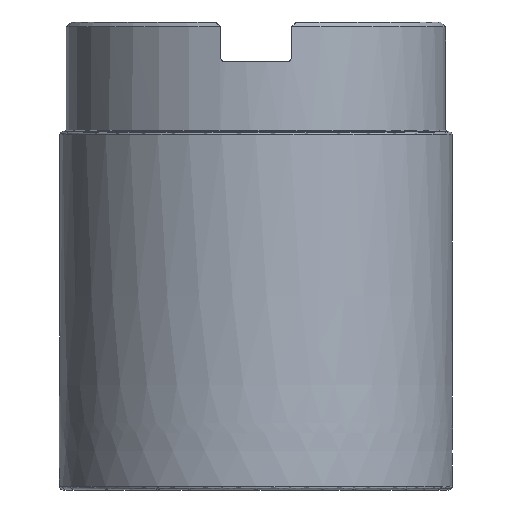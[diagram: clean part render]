
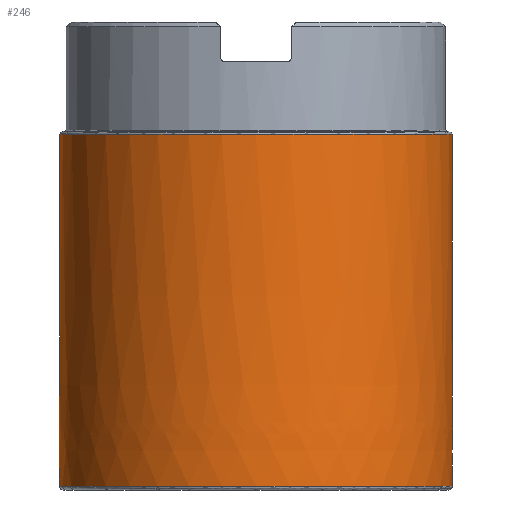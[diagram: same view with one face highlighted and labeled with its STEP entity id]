
A CAD part, front view. The second image highlights one B-rep face of the part: STEP entity #246.
In plain terms, the highlighted face is a revolution surface.
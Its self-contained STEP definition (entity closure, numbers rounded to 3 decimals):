
#246=ADVANCED_FACE('',(#465,#466),#331,.T.);
#331=SURFACE_OF_REVOLUTION('',#391,#361);
#361=AXIS1_PLACEMENT('',#2305,#1751);
#391=B_SPLINE_CURVE_WITH_KNOTS('',3,(#2297,#2298,#2299,#2300,#2301,#2302,
#2303,#2304),.UNSPECIFIED.,.F.,.F.,(4,2,2,4),(0.,0.261,0.522,
1.),.UNSPECIFIED.);
#465=FACE_BOUND('',#587,.T.);
#466=FACE_BOUND('',#588,.T.);
#587=EDGE_LOOP('',(#733));
#588=EDGE_LOOP('',(#734));
#733=ORIENTED_EDGE('',*,*,#1079,.F.);
#734=ORIENTED_EDGE('',*,*,#1078,.T.);
#974=VERTEX_POINT('',#2283);
#975=VERTEX_POINT('',#2296);
#1078=EDGE_CURVE('',#974,#974,#1206,.T.);
#1079=EDGE_CURVE('',#975,#975,#1207,.T.);
#1206=CIRCLE('',#1531,39.813);
#1207=CIRCLE('',#1532,39.875);
#1531=AXIS2_PLACEMENT_3D('',#2282,#1746,#1747);
#1532=AXIS2_PLACEMENT_3D('',#2295,#1749,#1750);
#1746=DIRECTION('',(0.,0.,-1.));
#1747=DIRECTION('',(-1.,0.,0.));
#1749=DIRECTION('',(0.,0.,-1.));
#1750=DIRECTION('',(-1.,0.,0.));
#1751=DIRECTION('',(0.,0.,-1.));
#2282=CARTESIAN_POINT('',(0.,0.,-22.807));
#2283=CARTESIAN_POINT('',(-39.813,0.,-22.807));
#2295=CARTESIAN_POINT('',(0.,0.,-94.21));
#2296=CARTESIAN_POINT('',(-39.875,0.,-94.21));
#2297=CARTESIAN_POINT('',(39.813,0.,-22.807));
#2298=CARTESIAN_POINT('',(39.9,0.,-81.169));
#2299=CARTESIAN_POINT('',(39.918,0.,-82.412));
#2300=CARTESIAN_POINT('',(39.941,0.,-84.898));
#2301=CARTESIAN_POINT('',(39.946,0.,-86.141));
#2302=CARTESIAN_POINT('',(39.943,0.,-89.659));
#2303=CARTESIAN_POINT('',(39.919,0.,-91.935));
#2304=CARTESIAN_POINT('',(39.875,0.,-94.21));
#2305=CARTESIAN_POINT('',(0.,0.,0.));
